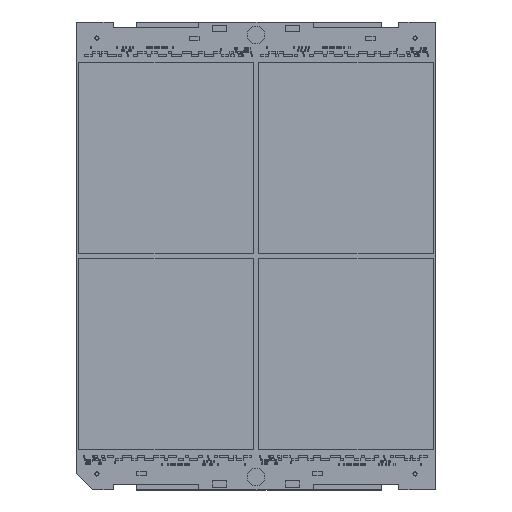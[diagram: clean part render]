
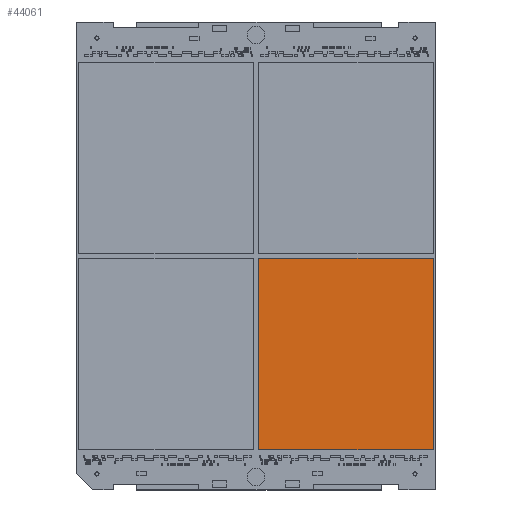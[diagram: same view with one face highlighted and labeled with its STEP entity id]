
A CAD part, top view. The second image highlights one B-rep face of the part: STEP entity #44061.
In plain terms, the highlighted face is planar.
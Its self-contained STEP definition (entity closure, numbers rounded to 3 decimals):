
#4671=FACE_OUTER_BOUND('',#6865,.T.);
#6865=EDGE_LOOP('',(#40202,#40203,#40204,#40205));
#12365=LINE('',#71646,#17903);
#12369=LINE('',#71654,#17907);
#12372=LINE('',#71660,#17910);
#12376=LINE('',#71667,#17914);
#17903=VECTOR('',#58317,10.);
#17907=VECTOR('',#58323,10.);
#17910=VECTOR('',#58328,10.);
#17914=VECTOR('',#58336,10.);
#22539=VERTEX_POINT('',#71644);
#22540=VERTEX_POINT('',#71645);
#22543=VERTEX_POINT('',#71653);
#22545=VERTEX_POINT('',#71659);
#28931=EDGE_CURVE('',#22539,#22540,#12365,.T.);
#28935=EDGE_CURVE('',#22540,#22543,#12369,.T.);
#28938=EDGE_CURVE('',#22539,#22545,#12372,.T.);
#28942=EDGE_CURVE('',#22545,#22543,#12376,.T.);
#40202=ORIENTED_EDGE('',*,*,#28931,.T.);
#40203=ORIENTED_EDGE('',*,*,#28935,.T.);
#40204=ORIENTED_EDGE('',*,*,#28942,.F.);
#40205=ORIENTED_EDGE('',*,*,#28938,.F.);
#41979=PLANE('',#47105);
#44061=ADVANCED_FACE('',(#4671),#41979,.F.);
#47105=AXIS2_PLACEMENT_3D('',#71666,#58334,#58335);
#58317=DIRECTION('',(0.,0.,1.));
#58323=DIRECTION('',(-1.,0.,0.));
#58328=DIRECTION('',(-1.,0.,0.));
#58334=DIRECTION('center_axis',(0.,1.,0.));
#58335=DIRECTION('ref_axis',(0.,0.,1.));
#58336=DIRECTION('',(0.,0.,1.));
#71644=CARTESIAN_POINT('',(-0.3,0.,-21.8));
#71645=CARTESIAN_POINT('',(-0.3,0.,-0.3));
#71646=CARTESIAN_POINT('',(-0.3,0.,-0.15));
#71653=CARTESIAN_POINT('',(-23.8,0.,-0.3));
#71654=CARTESIAN_POINT('',(-11.9,0.,-0.3));
#71659=CARTESIAN_POINT('',(-23.8,0.,-21.8));
#71660=CARTESIAN_POINT('',(23.8,0.,-21.8));
#71666=CARTESIAN_POINT('Origin',(0.,0.,0.));
#71667=CARTESIAN_POINT('',(-23.8,0.,-21.8));
